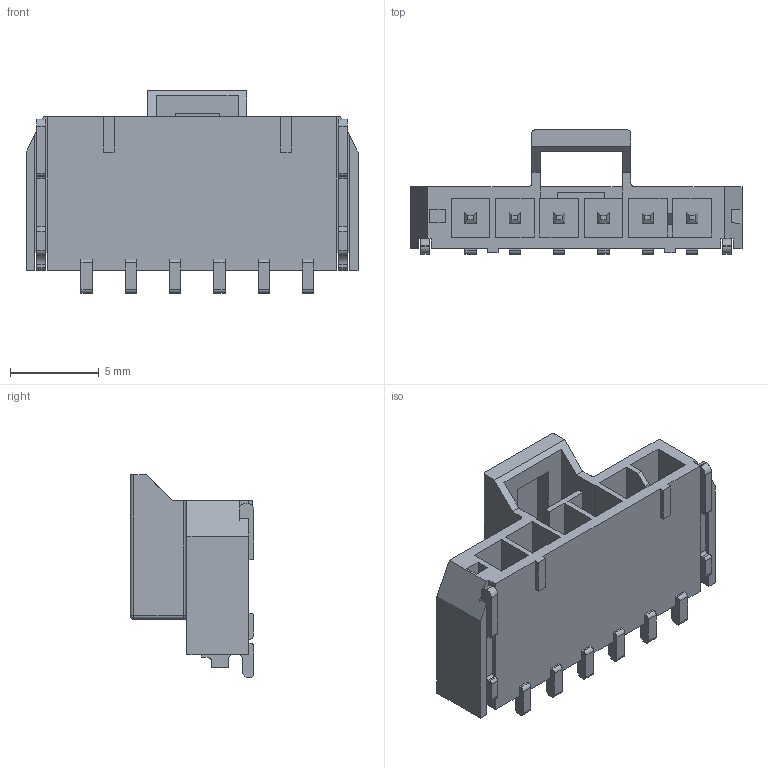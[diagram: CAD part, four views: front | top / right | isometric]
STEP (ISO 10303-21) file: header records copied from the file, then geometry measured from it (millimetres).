
FILE_DESCRIPTION (( 'STEP AP214' ), '1' );
FILE_NAME ('1054301106.STEP', '2023-09-26T13:58:12', ( '' ), ( '' ), 'SwSTEP 2.0', 'SolidWorks 2021', '' );
FILE_SCHEMA (( 'AUTOMOTIVE_DESIGN' ));
Length unit declared in the file: millimetre
Products named in the file (1): 1054301106
Bounding box: 18.74 x 6.99 x 11.43 mm (x, y, z)
Volume: 437.6 mm3; surface area: 1176.1 mm2
Topology: 1 solids, 1 shells, 331 faces, 909 edges, 592 vertices
Faces by surface type: plane 262, cylinder 65, sphere 2, torus 2
Entity records: 10387 total; most frequent: CARTESIAN_POINT 1831, ORIENTED_EDGE 1814, DIRECTION 1703, EDGE_CURVE 907, LINE 775, VECTOR 775, VERTEX_POINT 592, AXIS2_PLACEMENT_3D 464
